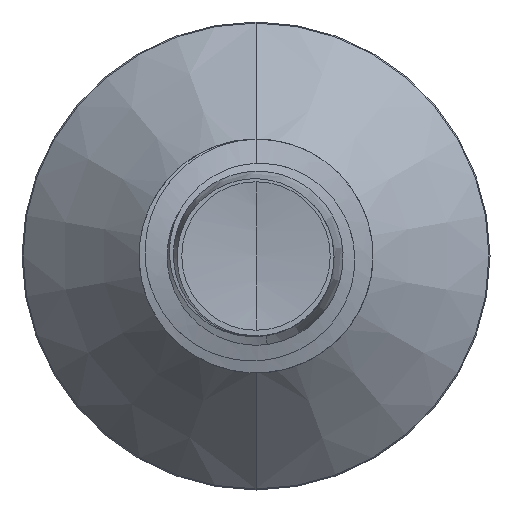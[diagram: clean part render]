
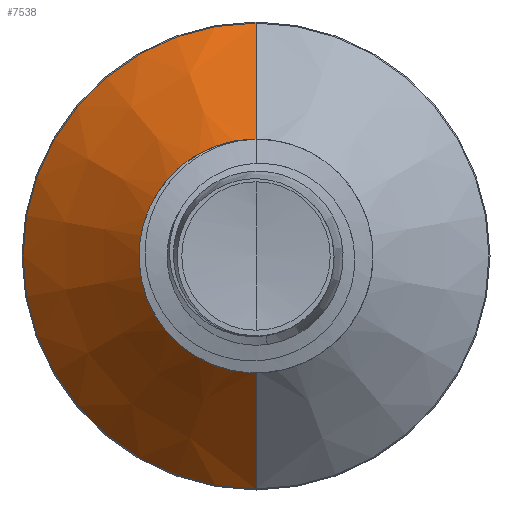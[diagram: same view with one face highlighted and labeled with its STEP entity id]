
A CAD part, front view. The second image highlights one B-rep face of the part: STEP entity #7538.
In plain terms, the highlighted conical face has half-angle 45 degrees and reference radius 1.08 mm.
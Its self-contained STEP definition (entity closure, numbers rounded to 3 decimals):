
#309 = ORIENTED_EDGE ( 'NONE', *, *, #8829, .T. ) ;
#1803 = VECTOR ( 'NONE', #2513, 1000. ) ;
#2303 = EDGE_CURVE ( 'NONE', #9084, #9613, #5559, .T. ) ;
#2449 = CARTESIAN_POINT ( 'NONE',  ( 0., 2.53, -1.08 ) ) ;
#2513 = DIRECTION ( 'NONE',  ( 0., 0.707, -0.707 ) ) ;
#2768 = DIRECTION ( 'NONE',  ( 0., 0., 1. ) ) ;
#3026 = DIRECTION ( 'NONE',  ( 0., 0., 1. ) ) ;
#3592 = CARTESIAN_POINT ( 'NONE',  ( 0., 3.64, 2.19 ) ) ;
#3680 = DIRECTION ( 'NONE',  ( 0., 1., 0. ) ) ;
#4318 = CARTESIAN_POINT ( 'NONE',  ( 0., 2.53, 1.08 ) ) ;
#4497 = ORIENTED_EDGE ( 'NONE', *, *, #2303, .F. ) ;
#5146 = EDGE_CURVE ( 'NONE', #11789, #9084, #5757, .T. ) ;
#5183 = DIRECTION ( 'NONE',  ( 0., 1., 0. ) ) ;
#5559 = CIRCLE ( 'NONE', #10725, 2.19 ) ;
#5581 = EDGE_LOOP ( 'NONE', ( #5703, #309, #12515, #4497 ) ) ;
#5605 = AXIS2_PLACEMENT_3D ( 'NONE', #11714, #5183, #12631 ) ;
#5703 = ORIENTED_EDGE ( 'NONE', *, *, #5146, .F. ) ;
#5757 = LINE ( 'NONE', #2449, #1803 ) ;
#5775 = DIRECTION ( 'NONE',  ( 0., 1., 0. ) ) ;
#6512 = EDGE_CURVE ( 'NONE', #8163, #9613, #9954, .T. ) ;
#6834 = VECTOR ( 'NONE', #9631, 1000. ) ;
#6965 = AXIS2_PLACEMENT_3D ( 'NONE', #13008, #5775, #3026 ) ;
#7538 = ADVANCED_FACE ( 'NONE', ( #9094 ), #11265, .T. ) ;
#8163 = VERTEX_POINT ( 'NONE', #4318 ) ;
#8829 = EDGE_CURVE ( 'NONE', #11789, #8163, #13016, .T. ) ;
#9084 = VERTEX_POINT ( 'NONE', #10897 ) ;
#9094 = FACE_OUTER_BOUND ( 'NONE', #5581, .T. ) ;
#9613 = VERTEX_POINT ( 'NONE', #3592 ) ;
#9631 = DIRECTION ( 'NONE',  ( 0., 0.707, 0.707 ) ) ;
#9954 = LINE ( 'NONE', #11744, #6834 ) ;
#10630 = CARTESIAN_POINT ( 'NONE',  ( 0., 3.64, 0. ) ) ;
#10725 = AXIS2_PLACEMENT_3D ( 'NONE', #10630, #3680, #2768 ) ;
#10897 = CARTESIAN_POINT ( 'NONE',  ( 0., 3.64, -2.19 ) ) ;
#11265 = CONICAL_SURFACE ( 'NONE', #6965, 1.08, 0.785 ) ;
#11714 = CARTESIAN_POINT ( 'NONE',  ( 0., 2.53, 0. ) ) ;
#11744 = CARTESIAN_POINT ( 'NONE',  ( 0., 2.53, 1.08 ) ) ;
#11789 = VERTEX_POINT ( 'NONE', #13851 ) ;
#12515 = ORIENTED_EDGE ( 'NONE', *, *, #6512, .T. ) ;
#12631 = DIRECTION ( 'NONE',  ( 0., 0., 1. ) ) ;
#13008 = CARTESIAN_POINT ( 'NONE',  ( 0., 2.53, 0. ) ) ;
#13016 = CIRCLE ( 'NONE', #5605, 1.08 ) ;
#13851 = CARTESIAN_POINT ( 'NONE',  ( 0., 2.53, -1.08 ) ) ;
